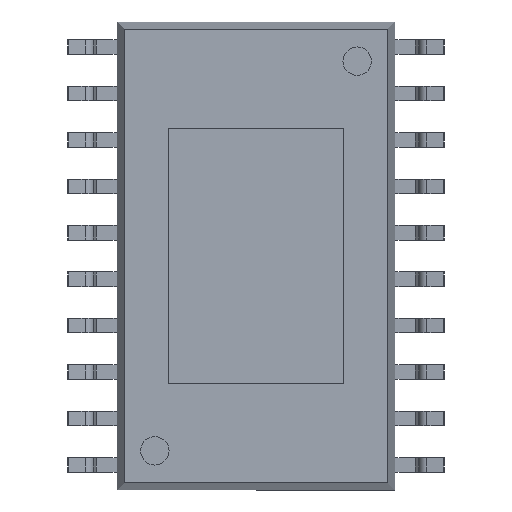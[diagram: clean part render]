
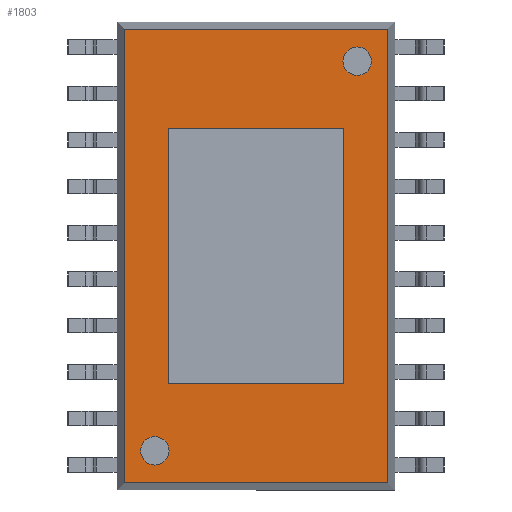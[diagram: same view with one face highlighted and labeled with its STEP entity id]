
A CAD part, front view. The second image highlights one B-rep face of the part: STEP entity #1803.
In plain terms, the highlighted planar face has unit normal (0, -1, 0).
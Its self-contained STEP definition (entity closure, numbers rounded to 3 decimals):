
#15 = EDGE_CURVE ( 'NONE', #986, #4312, #9642, .T. ) ;
#67 = DIRECTION ( 'NONE',  ( 0., -1., 0. ) ) ;
#82 = DIRECTION ( 'NONE',  ( 1., 0., 0. ) ) ;
#337 = AXIS2_PLACEMENT_3D ( 'NONE', #2967, #7504, #2049 ) ;
#339 = ORIENTED_EDGE ( 'NONE', *, *, #4572, .F. ) ;
#407 = VECTOR ( 'NONE', #9969, 1000. ) ;
#484 = EDGE_CURVE ( 'NONE', #4312, #986, #8749, .T. ) ;
#559 = CARTESIAN_POINT ( 'NONE',  ( -2.767, 0.1, -5.329 ) ) ;
#579 = CARTESIAN_POINT ( 'NONE',  ( 2.4, 0.1, -3.5 ) ) ;
#672 = CARTESIAN_POINT ( 'NONE',  ( 2.767, 0.1, 5.717 ) ) ;
#814 = EDGE_CURVE ( 'NONE', #9913, #4349, #7836, .T. ) ;
#986 = VERTEX_POINT ( 'NONE', #9944 ) ;
#1000 = ORIENTED_EDGE ( 'NONE', *, *, #3064, .T. ) ;
#1064 = AXIS2_PLACEMENT_3D ( 'NONE', #559, #1323, #2953 ) ;
#1170 = EDGE_LOOP ( 'NONE', ( #8004, #1628, #6150, #6286 ) ) ;
#1243 = EDGE_CURVE ( 'NONE', #3159, #5993, #6921, .T. ) ;
#1288 = PLANE ( 'NONE',  #337 ) ;
#1323 = DIRECTION ( 'NONE',  ( 0., -1., 0. ) ) ;
#1336 = FACE_OUTER_BOUND ( 'NONE', #9765, .T. ) ;
#1470 = EDGE_CURVE ( 'NONE', #4349, #8035, #4529, .T. ) ;
#1490 = DIRECTION ( 'NONE',  ( 0., 0., -1. ) ) ;
#1594 = EDGE_CURVE ( 'NONE', #8337, #9913, #4674, .T. ) ;
#1628 = ORIENTED_EDGE ( 'NONE', *, *, #1470, .F. ) ;
#1704 = DIRECTION ( 'NONE',  ( -1., 0., 0. ) ) ;
#1784 = ORIENTED_EDGE ( 'NONE', *, *, #7600, .T. ) ;
#1803 = ADVANCED_FACE ( 'NONE', ( #6749, #7554, #8352, #1336 ), #1288, .T. ) ;
#1860 = CARTESIAN_POINT ( 'NONE',  ( -2.4, 0.1, 3.5 ) ) ;
#2049 = DIRECTION ( 'NONE',  ( 0., 0., -1. ) ) ;
#2107 = CARTESIAN_POINT ( 'NONE',  ( -2.4, 0.1, -3.5 ) ) ;
#2156 = DIRECTION ( 'NONE',  ( 0., 0., 1. ) ) ;
#2291 = EDGE_CURVE ( 'NONE', #7122, #3159, #6459, .T. ) ;
#2527 = CARTESIAN_POINT ( 'NONE',  ( 3.8, 0.1, 6.204 ) ) ;
#2550 = AXIS2_PLACEMENT_3D ( 'NONE', #7543, #9759, #5307 ) ;
#2854 = VERTEX_POINT ( 'NONE', #7597 ) ;
#2859 = ORIENTED_EDGE ( 'NONE', *, *, #1243, .T. ) ;
#2937 = VERTEX_POINT ( 'NONE', #3209 ) ;
#2953 = DIRECTION ( 'NONE',  ( 0., 0., -1. ) ) ;
#2967 = CARTESIAN_POINT ( 'NONE',  ( 0., 0.1, 0. ) ) ;
#3064 = EDGE_CURVE ( 'NONE', #5993, #5862, #8603, .T. ) ;
#3159 = VERTEX_POINT ( 'NONE', #4816 ) ;
#3209 = CARTESIAN_POINT ( 'NONE',  ( -2.767, 0.1, -4.94 ) ) ;
#3223 = ORIENTED_EDGE ( 'NONE', *, *, #3354, .F. ) ;
#3354 = EDGE_CURVE ( 'NONE', #2937, #2854, #7521, .T. ) ;
#3469 = CARTESIAN_POINT ( 'NONE',  ( -3.604, 0.1, 6.204 ) ) ;
#3588 = VECTOR ( 'NONE', #2156, 1000. ) ;
#3826 = CARTESIAN_POINT ( 'NONE',  ( 3.604, 0.1, -6.4 ) ) ;
#3865 = ORIENTED_EDGE ( 'NONE', *, *, #2291, .T. ) ;
#3890 = DIRECTION ( 'NONE',  ( -1., 0., 0. ) ) ;
#3921 = ORIENTED_EDGE ( 'NONE', *, *, #15, .F. ) ;
#3986 = EDGE_LOOP ( 'NONE', ( #339, #3223 ) ) ;
#4072 = VECTOR ( 'NONE', #1490, 1000. ) ;
#4312 = VERTEX_POINT ( 'NONE', #672 ) ;
#4349 = VERTEX_POINT ( 'NONE', #5329 ) ;
#4529 = LINE ( 'NONE', #579, #3588 ) ;
#4555 = CARTESIAN_POINT ( 'NONE',  ( -2.4, 0.1, 3.5 ) ) ;
#4572 = EDGE_CURVE ( 'NONE', #2854, #2937, #6905, .T. ) ;
#4674 = LINE ( 'NONE', #8468, #4072 ) ;
#4735 = VECTOR ( 'NONE', #3890, 1000. ) ;
#4816 = CARTESIAN_POINT ( 'NONE',  ( -3.604, 0.1, -6.204 ) ) ;
#4862 = VECTOR ( 'NONE', #6315, 1000. ) ;
#4965 = CARTESIAN_POINT ( 'NONE',  ( 2.767, 0.1, 5.329 ) ) ;
#4987 = CARTESIAN_POINT ( 'NONE',  ( -3.604, 0.1, 6.4 ) ) ;
#5034 = DIRECTION ( 'NONE',  ( 0., 0., -1. ) ) ;
#5064 = DIRECTION ( 'NONE',  ( 0., 0., -1. ) ) ;
#5281 = AXIS2_PLACEMENT_3D ( 'NONE', #7000, #67, #7660 ) ;
#5307 = DIRECTION ( 'NONE',  ( 0., 0., -1. ) ) ;
#5313 = EDGE_CURVE ( 'NONE', #8035, #8337, #8628, .T. ) ;
#5329 = CARTESIAN_POINT ( 'NONE',  ( 2.4, 0.1, -3.5 ) ) ;
#5508 = CARTESIAN_POINT ( 'NONE',  ( -2.4, 0.1, -3.5 ) ) ;
#5523 = VECTOR ( 'NONE', #82, 1000. ) ;
#5674 = DIRECTION ( 'NONE',  ( 0., -1., 0. ) ) ;
#5740 = CARTESIAN_POINT ( 'NONE',  ( 2.4, 0.1, 3.5 ) ) ;
#5862 = VERTEX_POINT ( 'NONE', #9093 ) ;
#5993 = VERTEX_POINT ( 'NONE', #9380 ) ;
#6150 = ORIENTED_EDGE ( 'NONE', *, *, #814, .F. ) ;
#6286 = ORIENTED_EDGE ( 'NONE', *, *, #1594, .F. ) ;
#6315 = DIRECTION ( 'NONE',  ( 1., 0., 0. ) ) ;
#6459 = LINE ( 'NONE', #4987, #7468 ) ;
#6702 = VECTOR ( 'NONE', #1704, 1000. ) ;
#6749 = FACE_BOUND ( 'NONE', #8654, .T. ) ;
#6830 = AXIS2_PLACEMENT_3D ( 'NONE', #4965, #5674, #5064 ) ;
#6905 = CIRCLE ( 'NONE', #2550, 0.388 ) ;
#6921 = LINE ( 'NONE', #9331, #5523 ) ;
#7000 = CARTESIAN_POINT ( 'NONE',  ( 2.767, 0.1, 5.329 ) ) ;
#7122 = VERTEX_POINT ( 'NONE', #3469 ) ;
#7198 = ORIENTED_EDGE ( 'NONE', *, *, #484, .F. ) ;
#7468 = VECTOR ( 'NONE', #5034, 1000. ) ;
#7504 = DIRECTION ( 'NONE',  ( 0., -1., 0. ) ) ;
#7521 = CIRCLE ( 'NONE', #1064, 0.388 ) ;
#7543 = CARTESIAN_POINT ( 'NONE',  ( -2.767, 0.1, -5.329 ) ) ;
#7554 = FACE_BOUND ( 'NONE', #3986, .T. ) ;
#7597 = CARTESIAN_POINT ( 'NONE',  ( -2.767, 0.1, -5.717 ) ) ;
#7600 = EDGE_CURVE ( 'NONE', #5862, #7122, #7921, .T. ) ;
#7660 = DIRECTION ( 'NONE',  ( 0., 0., -1. ) ) ;
#7836 = LINE ( 'NONE', #5508, #4862 ) ;
#7921 = LINE ( 'NONE', #2527, #4735 ) ;
#8004 = ORIENTED_EDGE ( 'NONE', *, *, #5313, .F. ) ;
#8035 = VERTEX_POINT ( 'NONE', #5740 ) ;
#8337 = VERTEX_POINT ( 'NONE', #4555 ) ;
#8352 = FACE_BOUND ( 'NONE', #1170, .T. ) ;
#8468 = CARTESIAN_POINT ( 'NONE',  ( -2.4, 0.1, -3.5 ) ) ;
#8603 = LINE ( 'NONE', #3826, #407 ) ;
#8628 = LINE ( 'NONE', #1860, #6702 ) ;
#8654 = EDGE_LOOP ( 'NONE', ( #3921, #7198 ) ) ;
#8749 = CIRCLE ( 'NONE', #6830, 0.388 ) ;
#9093 = CARTESIAN_POINT ( 'NONE',  ( 3.604, 0.1, 6.204 ) ) ;
#9331 = CARTESIAN_POINT ( 'NONE',  ( -3.8, 0.1, -6.204 ) ) ;
#9380 = CARTESIAN_POINT ( 'NONE',  ( 3.604, 0.1, -6.204 ) ) ;
#9642 = CIRCLE ( 'NONE', #5281, 0.388 ) ;
#9759 = DIRECTION ( 'NONE',  ( 0., -1., 0. ) ) ;
#9765 = EDGE_LOOP ( 'NONE', ( #2859, #1000, #1784, #3865 ) ) ;
#9913 = VERTEX_POINT ( 'NONE', #2107 ) ;
#9944 = CARTESIAN_POINT ( 'NONE',  ( 2.767, 0.1, 4.94 ) ) ;
#9969 = DIRECTION ( 'NONE',  ( 0., 0., 1. ) ) ;
